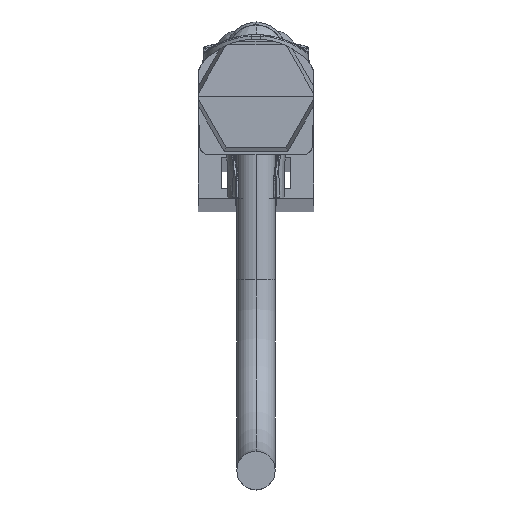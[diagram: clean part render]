
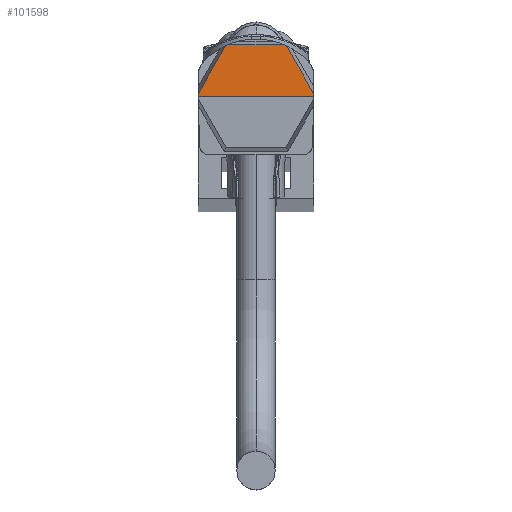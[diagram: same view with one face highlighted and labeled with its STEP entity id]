
A CAD part, top view. The second image highlights one B-rep face of the part: STEP entity #101598.
In plain terms, the highlighted planar face has unit normal (0, 0.018, 1).
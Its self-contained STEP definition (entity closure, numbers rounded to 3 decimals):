
#40166=CARTESIAN_POINT('',(3.161,7.618,426.658));
#40199=CARTESIAN_POINT('',(2.928,7.722,426.656));
#40200=CARTESIAN_POINT('',(3.006,7.689,426.657));
#40201=CARTESIAN_POINT('',(3.084,7.654,426.657));
#40202=CARTESIAN_POINT('',(3.161,7.618,426.658));
#40204=DIRECTION('',(-0.497,0.868,-0.015));
#40205=VECTOR('',#40204,5.7);
#40206=CARTESIAN_POINT('',(5.994,2.673,426.744));
#40207=LINE('',#40206,#40205);
#40208=DIRECTION('',(-0.017,1.,-0.017));
#40209=VECTOR('',#40208,0.323);
#40210=CARTESIAN_POINT('',(6.,2.35,426.75));
#40211=LINE('',#40210,#40209);
#40212=DIRECTION('',(1.,0.,0.));
#40213=VECTOR('',#40212,12.);
#40214=CARTESIAN_POINT('',(-6.,2.35,426.75));
#40215=LINE('',#40214,#40213);
#40216=DIRECTION('',(0.017,1.,-0.017));
#40217=VECTOR('',#40216,0.323);
#40218=CARTESIAN_POINT('',(-6.,2.35,426.75));
#40219=LINE('',#40218,#40217);
#40220=DIRECTION('',(-0.497,-0.868,0.015));
#40221=VECTOR('',#40220,5.7);
#40222=CARTESIAN_POINT('',(-3.161,7.618,
426.658));
#40223=LINE('',#40222,#40221);
#40224=CARTESIAN_POINT('',(-3.161,7.618,
426.658));
#40225=CARTESIAN_POINT('',(-3.084,7.654,
426.657));
#40226=CARTESIAN_POINT('',(-3.006,7.689,
426.657));
#40227=CARTESIAN_POINT('',(-2.927,7.722,
426.656));
#40229=DIRECTION('',(-1.,0.,0.));
#40230=VECTOR('',#40229,5.855);
#40231=CARTESIAN_POINT('',(2.928,7.722,426.656));
#40232=LINE('',#40231,#40230);
#42180=CARTESIAN_POINT('',(2.928,7.722,426.656));
#42186=CARTESIAN_POINT('',(-2.927,7.722,
426.656));
#42196=CARTESIAN_POINT('',(-3.161,7.618,
426.658));
#47788=CARTESIAN_POINT('',(-6.,2.35,426.75));
#47789=VERTEX_POINT('',#47788);
#47790=CARTESIAN_POINT('',(6.,2.35,426.75));
#47791=VERTEX_POINT('',#47790);
#47800=VERTEX_POINT('',#40166);
#47803=CARTESIAN_POINT('',(5.994,2.673,426.744));
#47805=VERTEX_POINT('',#47803);
#47806=VERTEX_POINT('',#42196);
#47809=CARTESIAN_POINT('',(-5.994,2.673,
426.744));
#47811=VERTEX_POINT('',#47809);
#47816=VERTEX_POINT('',#42180);
#47818=VERTEX_POINT('',#42186);
#101578=CARTESIAN_POINT('',(-6.64,2.35,426.75));
#101579=DIRECTION('',(0.,0.017,1.));
#101580=DIRECTION('',(1.,0.,0.));
#101581=AXIS2_PLACEMENT_3D('',#101578,#101579,#101580);
#101582=PLANE('',#101581);
#101583=ORIENTED_EDGE('',*,*,#101518,.T.);
#101584=ORIENTED_EDGE('',*,*,#101498,.F.);
#101585=ORIENTED_EDGE('',*,*,#101476,.F.);
#101587=ORIENTED_EDGE('',*,*,#101586,.F.);
#101589=ORIENTED_EDGE('',*,*,#101588,.T.);
#101591=ORIENTED_EDGE('',*,*,#101590,.F.);
#101593=ORIENTED_EDGE('',*,*,#101592,.T.);
#101595=ORIENTED_EDGE('',*,*,#101594,.F.);
#101596=EDGE_LOOP('',(#101583,#101584,#101585,#101587,#101589,#101591,#101593,
#101595));
#101597=FACE_OUTER_BOUND('',#101596,.F.);
#101598=ADVANCED_FACE('',(#101597),#101582,.T.);
#40203=B_SPLINE_CURVE_WITH_KNOTS('',3,(#40199,#40200,#40201,#40202),
.UNSPECIFIED.,.F.,.F.,(4,4),(0.,1.),.UNSPECIFIED.);
#40228=B_SPLINE_CURVE_WITH_KNOTS('',3,(#40224,#40225,#40226,#40227),
.UNSPECIFIED.,.F.,.F.,(4,4),(0.,1.),.UNSPECIFIED.);
#101476=EDGE_CURVE('',#47791,#47805,#40211,.T.);
#101498=EDGE_CURVE('',#47805,#47800,#40207,.T.);
#101518=EDGE_CURVE('',#47816,#47800,#40203,.T.);
#101586=EDGE_CURVE('',#47789,#47791,#40215,.T.);
#101588=EDGE_CURVE('',#47789,#47811,#40219,.T.);
#101590=EDGE_CURVE('',#47806,#47811,#40223,.T.);
#101592=EDGE_CURVE('',#47806,#47818,#40228,.T.);
#101594=EDGE_CURVE('',#47816,#47818,#40232,.T.);
